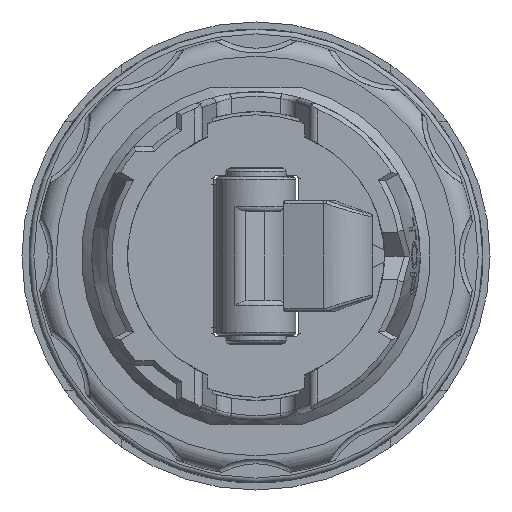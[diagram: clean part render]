
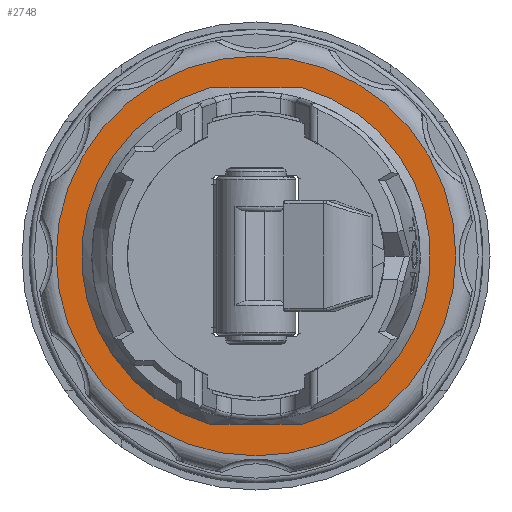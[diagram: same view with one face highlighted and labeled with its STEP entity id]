
A CAD part, front view. The second image highlights one B-rep face of the part: STEP entity #2748.
In plain terms, the highlighted planar face has unit normal (0, -1, 0).
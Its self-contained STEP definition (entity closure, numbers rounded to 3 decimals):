
#1946=FACE_BOUND('',#4516,.T.);
#1947=FACE_BOUND('',#4517,.T.);
#2748=ADVANCED_FACE('',(#1946,#1947),#3136,.T.);
#3136=PLANE('',#15707);
#4516=EDGE_LOOP('',(#8177));
#4517=EDGE_LOOP('',(#8178));
#8177=ORIENTED_EDGE('',*,*,#12456,.T.);
#8178=ORIENTED_EDGE('',*,*,#12455,.F.);
#10636=VERTEX_POINT('',#29636);
#10637=VERTEX_POINT('',#29639);
#12455=EDGE_CURVE('',#10636,#10636,#14654,.T.);
#12456=EDGE_CURVE('',#10637,#10637,#14655,.T.);
#14654=CIRCLE('',#15704,10.5);
#14655=CIRCLE('',#15706,12.6);
#15704=AXIS2_PLACEMENT_3D('',#29635,#18105,#18106);
#15706=AXIS2_PLACEMENT_3D('',#29638,#18109,#18110);
#15707=AXIS2_PLACEMENT_3D('',#29640,#18111,#18112);
#18105=DIRECTION('',(0.,-1.,0.));
#18106=DIRECTION('',(0.,0.,-1.));
#18109=DIRECTION('',(0.,-1.,0.));
#18110=DIRECTION('',(0.,0.,-1.));
#18111=DIRECTION('',(0.,-1.,0.));
#18112=DIRECTION('',(0.,0.,-1.));
#29635=CARTESIAN_POINT('',(0.,14.7,0.));
#29636=CARTESIAN_POINT('',(0.,14.7,-10.5));
#29638=CARTESIAN_POINT('',(0.,14.7,0.));
#29639=CARTESIAN_POINT('',(0.,14.7,-12.6));
#29640=CARTESIAN_POINT('',(10.5,14.7,0.));
